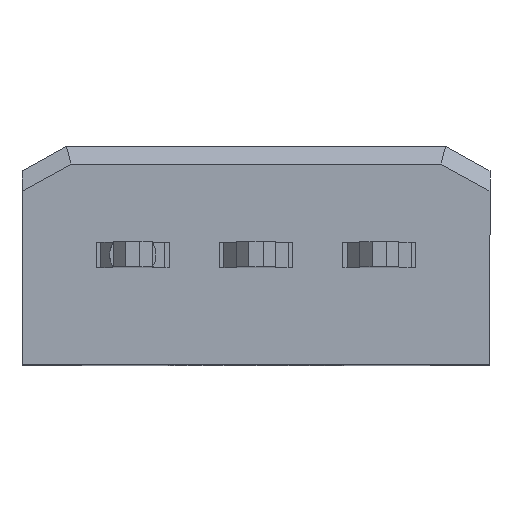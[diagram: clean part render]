
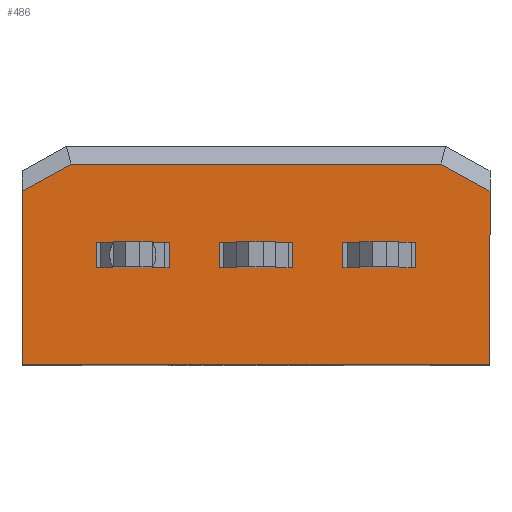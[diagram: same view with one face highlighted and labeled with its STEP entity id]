
A CAD part, top view. The second image highlights one B-rep face of the part: STEP entity #486.
In plain terms, the highlighted planar face has unit normal (0, 0, 1).
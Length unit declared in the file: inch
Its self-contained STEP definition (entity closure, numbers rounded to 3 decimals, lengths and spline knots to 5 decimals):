
#1 = VERTEX_POINT ( 'NONE', #1121 ) ;
#3 = VERTEX_POINT ( 'NONE', #1119 ) ;
#6 = EDGE_CURVE ( 'NONE', #1, #3, #1117, .T. ) ;
#17 = EDGE_CURVE ( 'NONE', #20, #207, #1166, .T. ) ;
#20 = VERTEX_POINT ( 'NONE', #1191 ) ;
#28 = VERTEX_POINT ( 'NONE', #1184 ) ;
#47 = DIRECTION ( 'NONE',  ( 0., -1., 0. ) ) ;
#48 = VECTOR ( 'NONE', #47, 39.37008 ) ;
#49 = CARTESIAN_POINT ( 'NONE',  ( -0.01575, 0.09882, 0.0425 ) ) ;
#50 = LINE ( 'NONE', #49, #48 ) ;
#51 = CARTESIAN_POINT ( 'NONE',  ( -0.08425, 0.09882, 0.0425 ) ) ;
#193 = CARTESIAN_POINT ( 'NONE',  ( -0.11616, 0.31037, 0.0425 ) ) ;
#204 = VERTEX_POINT ( 'NONE', #1274 ) ;
#207 = VERTEX_POINT ( 'NONE', #1265 ) ;
#213 = EDGE_CURVE ( 'NONE', #215, #204, #1312, .T. ) ;
#215 = VERTEX_POINT ( 'NONE', #1340 ) ;
#226 = VERTEX_POINT ( 'NONE', #1359 ) ;
#263 = EDGE_CURVE ( 'NONE', #264, #226, #1442, .T. ) ;
#264 = VERTEX_POINT ( 'NONE', #1438 ) ;
#392 = VERTEX_POINT ( 'NONE', #1734 ) ;
#394 = EDGE_CURVE ( 'NONE', #392, #4225, #1732, .T. ) ;
#400 = VERTEX_POINT ( 'NONE', #1758 ) ;
#406 = VERTEX_POINT ( 'NONE', #1802 ) ;
#425 = ORIENTED_EDGE ( 'NONE', *, *, #426, .F. ) ;
#426 = EDGE_CURVE ( 'NONE', #4225, #406, #1834, .T. ) ;
#427 = ORIENTED_EDGE ( 'NONE', *, *, #394, .F. ) ;
#428 = ORIENTED_EDGE ( 'NONE', *, *, #429, .F. ) ;
#429 = EDGE_CURVE ( 'NONE', #400, #392, #1830, .T. ) ;
#430 = ORIENTED_EDGE ( 'NONE', *, *, #485, .F. ) ;
#431 = EDGE_LOOP ( 'NONE', ( #432, #434, #435, #465 ) ) ;
#432 = ORIENTED_EDGE ( 'NONE', *, *, #433, .F. ) ;
#433 = EDGE_CURVE ( 'NONE', #3, #4220, #1826, .T. ) ;
#434 = ORIENTED_EDGE ( 'NONE', *, *, #6, .F. ) ;
#435 = ORIENTED_EDGE ( 'NONE', *, *, #464, .F. ) ;
#464 = EDGE_CURVE ( 'NONE', #28, #1, #1896, .T. ) ;
#465 = ORIENTED_EDGE ( 'NONE', *, *, #4227, .F. ) ;
#485 = EDGE_CURVE ( 'NONE', #406, #400, #1924, .T. ) ;
#486 = ADVANCED_FACE ( 'NONE', ( #1920, #1919, #1918, #1917 ), #1916, .T. ) ;
#487 = EDGE_LOOP ( 'NONE', ( #488, #490, #491, #493 ) ) ;
#488 = ORIENTED_EDGE ( 'NONE', *, *, #489, .F. ) ;
#489 = EDGE_CURVE ( 'NONE', #204, #20, #1914, .T. ) ;
#490 = ORIENTED_EDGE ( 'NONE', *, *, #213, .F. ) ;
#491 = ORIENTED_EDGE ( 'NONE', *, *, #492, .F. ) ;
#492 = EDGE_CURVE ( 'NONE', #207, #215, #1907, .T. ) ;
#493 = ORIENTED_EDGE ( 'NONE', *, *, #17, .F. ) ;
#494 = EDGE_LOOP ( 'NONE', ( #495, #498, #501, #504, #507, #509 ) ) ;
#495 = ORIENTED_EDGE ( 'NONE', *, *, #496, .F. ) ;
#496 = EDGE_CURVE ( 'NONE', #497, #226, #1903, .T. ) ;
#497 = VERTEX_POINT ( 'NONE', #1899 ) ;
#498 = ORIENTED_EDGE ( 'NONE', *, *, #499, .T. ) ;
#499 = EDGE_CURVE ( 'NONE', #497, #500, #1897, .T. ) ;
#500 = VERTEX_POINT ( 'NONE', #1958 ) ;
#501 = ORIENTED_EDGE ( 'NONE', *, *, #502, .T. ) ;
#502 = EDGE_CURVE ( 'NONE', #500, #503, #1957, .T. ) ;
#503 = VERTEX_POINT ( 'NONE', #1953 ) ;
#504 = ORIENTED_EDGE ( 'NONE', *, *, #505, .T. ) ;
#505 = EDGE_CURVE ( 'NONE', #503, #506, #1952, .T. ) ;
#506 = VERTEX_POINT ( 'NONE', #1948 ) ;
#507 = ORIENTED_EDGE ( 'NONE', *, *, #508, .T. ) ;
#508 = EDGE_CURVE ( 'NONE', #506, #264, #1947, .T. ) ;
#509 = ORIENTED_EDGE ( 'NONE', *, *, #263, .T. ) ;
#510 = EDGE_LOOP ( 'NONE', ( #425, #427, #428, #430 ) ) ;
#1114 = DIRECTION ( 'NONE',  ( 0., 1., 0. ) ) ;
#1115 = VECTOR ( 'NONE', #1114, 39.37008 ) ;
#1116 = CARTESIAN_POINT ( 'NONE',  ( 0.01575, 0.09882, 0.0425 ) ) ;
#1117 = LINE ( 'NONE', #1116, #1115 ) ;
#1119 = CARTESIAN_POINT ( 'NONE',  ( 0.01575, 0.09882, 0.0425 ) ) ;
#1121 = CARTESIAN_POINT ( 'NONE',  ( 0.01575, 0.07835, 0.0425 ) ) ;
#1162 = DIRECTION ( 'NONE',  ( 0., -1., 0. ) ) ;
#1163 = VECTOR ( 'NONE', #1162, 39.37008 ) ;
#1164 = CARTESIAN_POINT ( 'NONE',  ( 0.08425, 0.09882, 0.0425 ) ) ;
#1166 = LINE ( 'NONE', #1164, #1163 ) ;
#1184 = CARTESIAN_POINT ( 'NONE',  ( -0.01575, 0.07835, 0.0425 ) ) ;
#1191 = CARTESIAN_POINT ( 'NONE',  ( 0.08425, 0.09882, 0.0425 ) ) ;
#1265 = CARTESIAN_POINT ( 'NONE',  ( 0.08425, 0.07835, 0.0425 ) ) ;
#1274 = CARTESIAN_POINT ( 'NONE',  ( 0.11575, 0.09882, 0.0425 ) ) ;
#1309 = DIRECTION ( 'NONE',  ( 0., 1., 0. ) ) ;
#1310 = VECTOR ( 'NONE', #1309, 39.37008 ) ;
#1311 = CARTESIAN_POINT ( 'NONE',  ( 0.11575, 0.09882, 0.0425 ) ) ;
#1312 = LINE ( 'NONE', #1311, #1310 ) ;
#1340 = CARTESIAN_POINT ( 'NONE',  ( 0.11575, 0.07835, 0.0425 ) ) ;
#1359 = CARTESIAN_POINT ( 'NONE',  ( 0.19, 0., 0.0425 ) ) ;
#1438 = CARTESIAN_POINT ( 'NONE',  ( -0.19, 0., 0.0425 ) ) ;
#1439 = DIRECTION ( 'NONE',  ( 1., 0., 0. ) ) ;
#1440 = VECTOR ( 'NONE', #1439, 39.37008 ) ;
#1441 = CARTESIAN_POINT ( 'NONE',  ( -0.19, 0., 0.0425 ) ) ;
#1442 = LINE ( 'NONE', #1441, #1440 ) ;
#1729 = DIRECTION ( 'NONE',  ( 0., 1., 0. ) ) ;
#1730 = VECTOR ( 'NONE', #1729, 39.37008 ) ;
#1731 = CARTESIAN_POINT ( 'NONE',  ( -0.08425, 0.09882, 0.0425 ) ) ;
#1732 = LINE ( 'NONE', #1731, #1730 ) ;
#1734 = CARTESIAN_POINT ( 'NONE',  ( -0.08425, 0.07835, 0.0425 ) ) ;
#1758 = CARTESIAN_POINT ( 'NONE',  ( -0.11575, 0.07835, 0.0425 ) ) ;
#1802 = CARTESIAN_POINT ( 'NONE',  ( -0.11575, 0.09882, 0.0425 ) ) ;
#1823 = DIRECTION ( 'NONE',  ( -1., 0., 0. ) ) ;
#1824 = VECTOR ( 'NONE', #1823, 39.37008 ) ;
#1825 = CARTESIAN_POINT ( 'NONE',  ( -0.01575, 0.09882, 0.0425 ) ) ;
#1826 = LINE ( 'NONE', #1825, #1824 ) ;
#1827 = DIRECTION ( 'NONE',  ( 1., 0., 0. ) ) ;
#1828 = VECTOR ( 'NONE', #1827, 39.37008 ) ;
#1829 = CARTESIAN_POINT ( 'NONE',  ( -0.11575, 0.07835, 0.0425 ) ) ;
#1830 = LINE ( 'NONE', #1829, #1828 ) ;
#1831 = DIRECTION ( 'NONE',  ( -1., 0., 0. ) ) ;
#1832 = VECTOR ( 'NONE', #1831, 39.37008 ) ;
#1833 = CARTESIAN_POINT ( 'NONE',  ( -0.11575, 0.09882, 0.0425 ) ) ;
#1834 = LINE ( 'NONE', #1833, #1832 ) ;
#1893 = DIRECTION ( 'NONE',  ( 1., 0., 0. ) ) ;
#1894 = VECTOR ( 'NONE', #1893, 39.37008 ) ;
#1895 = CARTESIAN_POINT ( 'NONE',  ( -0.01575, 0.07835, 0.0425 ) ) ;
#1896 = LINE ( 'NONE', #1895, #1894 ) ;
#1897 = LINE ( 'NONE', #193, #1960 ) ;
#1899 = CARTESIAN_POINT ( 'NONE',  ( 0.19, 0.14066, 0.0425 ) ) ;
#1900 = DIRECTION ( 'NONE',  ( 0., -1., 0. ) ) ;
#1901 = VECTOR ( 'NONE', #1900, 39.37008 ) ;
#1902 = CARTESIAN_POINT ( 'NONE',  ( 0.19, 0.17717, 0.0425 ) ) ;
#1903 = LINE ( 'NONE', #1902, #1901 ) ;
#1904 = DIRECTION ( 'NONE',  ( 1., 0., 0. ) ) ;
#1905 = VECTOR ( 'NONE', #1904, 39.37008 ) ;
#1906 = CARTESIAN_POINT ( 'NONE',  ( 0.08425, 0.07835, 0.0425 ) ) ;
#1907 = LINE ( 'NONE', #1906, #1905 ) ;
#1908 = DIRECTION ( 'NONE',  ( -1., 0., 0. ) ) ;
#1909 = VECTOR ( 'NONE', #1908, 39.37008 ) ;
#1910 = CARTESIAN_POINT ( 'NONE',  ( 0.08425, 0.09882, 0.0425 ) ) ;
#1911 = DIRECTION ( 'NONE',  ( 0., -1., 0. ) ) ;
#1912 = DIRECTION ( 'NONE',  ( 0., 0., 1. ) ) ;
#1913 = CARTESIAN_POINT ( 'NONE',  ( -0.19, 0.17717, 0.0425 ) ) ;
#1914 = LINE ( 'NONE', #1910, #1909 ) ;
#1915 = AXIS2_PLACEMENT_3D ( 'NONE', #1913, #1912, #1911 ) ;
#1916 = PLANE ( 'NONE',  #1915 ) ;
#1917 = FACE_BOUND ( 'NONE', #431, .T. ) ;
#1918 = FACE_BOUND ( 'NONE', #510, .T. ) ;
#1919 = FACE_OUTER_BOUND ( 'NONE', #494, .T. ) ;
#1920 = FACE_BOUND ( 'NONE', #487, .T. ) ;
#1921 = DIRECTION ( 'NONE',  ( 0., -1., 0. ) ) ;
#1922 = VECTOR ( 'NONE', #1921, 39.37008 ) ;
#1923 = CARTESIAN_POINT ( 'NONE',  ( -0.11575, 0.09882, 0.0425 ) ) ;
#1924 = LINE ( 'NONE', #1923, #1922 ) ;
#1944 = DIRECTION ( 'NONE',  ( 0., -1., 0. ) ) ;
#1945 = VECTOR ( 'NONE', #1944, 39.37008 ) ;
#1946 = CARTESIAN_POINT ( 'NONE',  ( -0.19, 0.17717, 0.0425 ) ) ;
#1947 = LINE ( 'NONE', #1946, #1945 ) ;
#1948 = CARTESIAN_POINT ( 'NONE',  ( -0.19, 0.14066, 0.0425 ) ) ;
#1949 = DIRECTION ( 'NONE',  ( -0.875, -0.485, 0. ) ) ;
#1950 = VECTOR ( 'NONE', #1949, 39.37008 ) ;
#1951 = CARTESIAN_POINT ( 'NONE',  ( -0.17452, 0.14924, 0.0425 ) ) ;
#1952 = LINE ( 'NONE', #1951, #1950 ) ;
#1953 = CARTESIAN_POINT ( 'NONE',  ( -0.15019, 0.16273, 0.0425 ) ) ;
#1954 = DIRECTION ( 'NONE',  ( -1., 0., 0. ) ) ;
#1955 = VECTOR ( 'NONE', #1954, 39.37008 ) ;
#1956 = CARTESIAN_POINT ( 'NONE',  ( -0.19, 0.16273, 0.0425 ) ) ;
#1957 = LINE ( 'NONE', #1956, #1955 ) ;
#1958 = CARTESIAN_POINT ( 'NONE',  ( 0.15019, 0.16273, 0.0425 ) ) ;
#1959 = DIRECTION ( 'NONE',  ( -0.875, 0.485, 0. ) ) ;
#1960 = VECTOR ( 'NONE', #1959, 39.37008 ) ;
#4110 = CARTESIAN_POINT ( 'NONE',  ( -0.01575, 0.09882, 0.0425 ) ) ;
#4220 = VERTEX_POINT ( 'NONE', #4110 ) ;
#4225 = VERTEX_POINT ( 'NONE', #51 ) ;
#4227 = EDGE_CURVE ( 'NONE', #4220, #28, #50, .T. ) ;
